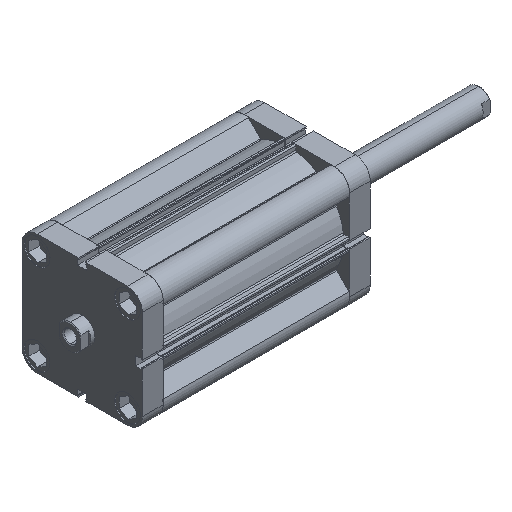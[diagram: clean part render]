
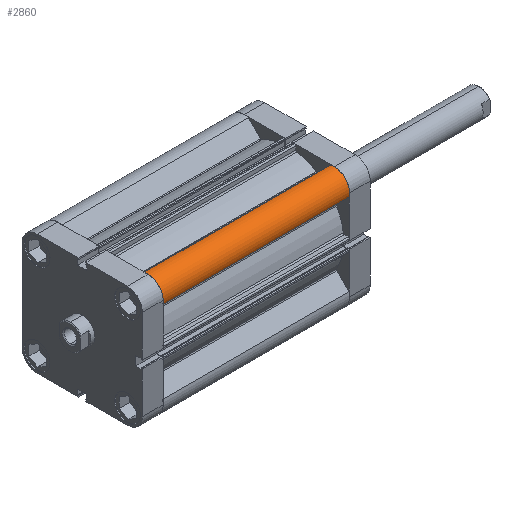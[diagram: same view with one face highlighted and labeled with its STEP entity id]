
A CAD part, isometric view. The second image highlights one B-rep face of the part: STEP entity #2860.
In plain terms, the highlighted cylindrical face has radius 12 mm (diameter 24 mm), a partial arc.
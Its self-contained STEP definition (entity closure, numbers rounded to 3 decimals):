
#533 = EDGE_LOOP ( 'NONE', ( #1208, #1207, #1206, #1205 ) ) ;
#1205 = ORIENTED_EDGE ( 'NONE', *, *, #3293, .T. ) ;
#1206 = ORIENTED_EDGE ( 'NONE', *, *, #3225, .F. ) ;
#1207 = ORIENTED_EDGE ( 'NONE', *, *, #3057, .F. ) ;
#1208 = ORIENTED_EDGE ( 'NONE', *, *, #3331, .T. ) ;
#1943 = CARTESIAN_POINT ( 'NONE',  ( 32.683, -47.533, 0. ) ) ;
#2609 = VERTEX_POINT ( 'NONE', #1943 ) ;
#2669 = VERTEX_POINT ( 'NONE', #3994 ) ;
#2679 = VERTEX_POINT ( 'NONE', #4004 ) ;
#2729 = VERTEX_POINT ( 'NONE', #4041 ) ;
#2860 = ADVANCED_FACE ( 'NONE', ( #5328 ), #5336, .T. ) ;
#3057 = EDGE_CURVE ( 'NONE', #2669, #2729, #5679, .T. ) ;
#3225 = EDGE_CURVE ( 'NONE', #2679, #2669, #5912, .T. ) ;
#3293 = EDGE_CURVE ( 'NONE', #2679, #2609, #6018, .T. ) ;
#3331 = EDGE_CURVE ( 'NONE', #2609, #2729, #6080, .T. ) ;
#3825 = AXIS2_PLACEMENT_3D ( 'NONE', #4236, #4235, #4234 ) ;
#3994 = CARTESIAN_POINT ( 'NONE',  ( 47.533, -32.683, 148.5 ) ) ;
#4004 = CARTESIAN_POINT ( 'NONE',  ( 32.683, -47.533, 148.5 ) ) ;
#4041 = CARTESIAN_POINT ( 'NONE',  ( 47.533, -32.683, 0. ) ) ;
#4234 = DIRECTION ( 'NONE',  ( -1., 0., 0. ) ) ;
#4235 = DIRECTION ( 'NONE',  ( 0., 0., -1. ) ) ;
#4236 = CARTESIAN_POINT ( 'NONE',  ( 36., -36., 148.5 ) ) ;
#4976 = CARTESIAN_POINT ( 'NONE',  ( 47.533, -32.683, 148.5 ) ) ;
#4984 = DIRECTION ( 'NONE',  ( 0., 0., -1. ) ) ;
#5328 = FACE_OUTER_BOUND ( 'NONE', #533, .T. ) ;
#5336 = CYLINDRICAL_SURFACE ( 'NONE', #3825, 12. ) ;
#5677 = VECTOR ( 'NONE', #4984, 1000. ) ;
#5679 = LINE ( 'NONE', #4976, #5677 ) ;
#5912 = CIRCLE ( 'NONE', #6598, 12. ) ;
#6018 = LINE ( 'NONE', #7055, #6019 ) ;
#6019 = VECTOR ( 'NONE', #7056, 1000. ) ;
#6080 = CIRCLE ( 'NONE', #6633, 12. ) ;
#6598 = AXIS2_PLACEMENT_3D ( 'NONE', #6883, #6894, #6895 ) ;
#6633 = AXIS2_PLACEMENT_3D ( 'NONE', #7139, #7148, #7149 ) ;
#6883 = CARTESIAN_POINT ( 'NONE',  ( 36., -36., 148.5 ) ) ;
#6894 = DIRECTION ( 'NONE',  ( 0., 0., 1. ) ) ;
#6895 = DIRECTION ( 'NONE',  ( -1., 0., 0. ) ) ;
#7055 = CARTESIAN_POINT ( 'NONE',  ( 32.683, -47.533, 148.5 ) ) ;
#7056 = DIRECTION ( 'NONE',  ( 0., 0., -1. ) ) ;
#7139 = CARTESIAN_POINT ( 'NONE',  ( 36., -36., 0. ) ) ;
#7148 = DIRECTION ( 'NONE',  ( 0., 0., 1. ) ) ;
#7149 = DIRECTION ( 'NONE',  ( -1., 0., 0. ) ) ;
